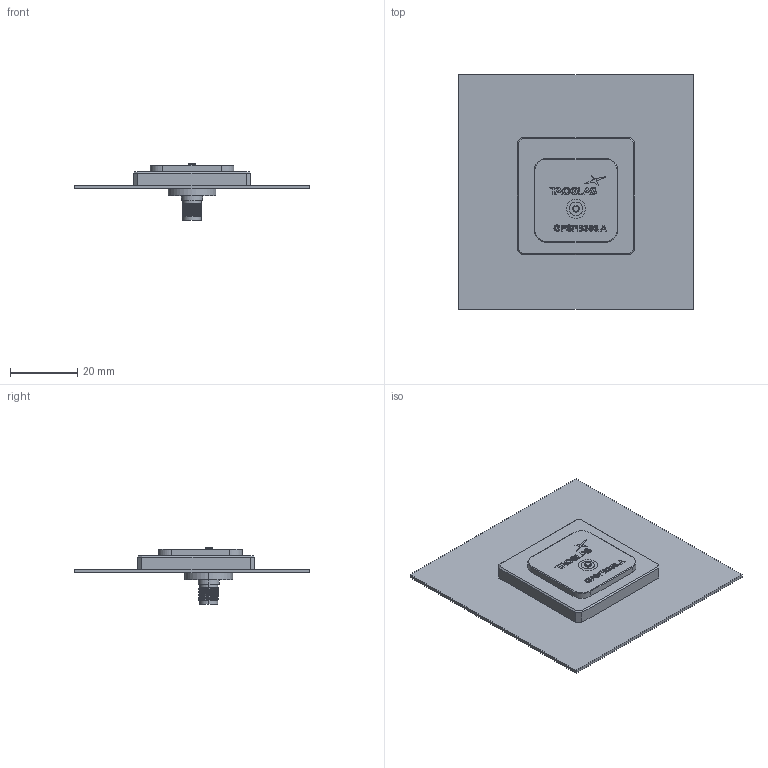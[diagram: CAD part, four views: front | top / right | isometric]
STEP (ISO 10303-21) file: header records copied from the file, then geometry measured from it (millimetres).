
FILE_DESCRIPTION (( 'STEP AP214' ), '1' );
FILE_NAME ('GPSFBD356_A_Web.STEP', '2024-09-26T08:41:00', ( '' ), ( '' ), 'SwSTEP 2.0', 'SolidWorks 2022', '' );
FILE_SCHEMA (( 'AUTOMOTIVE_DESIGN' ));
Length unit declared in the file: millimetre
Products named in the file (4): TAOGLAS_02104220000010-Footprint-1_CMP-002-00679-2; GPSFBD356_A_BOARD; TAOGLAS_GPSFB356.A_CMP-550-000000-3; GPSFBD356_A_Web
Assembly tree (3 placements, depth 2):
  GPSFBD356_A_Web
    GPSFBD356_A_BOARD
    TAOGLAS_02104220000010-Footprint-1_CMP-002-00679-2
    TAOGLAS_GPSFB356.A_CMP-550-000000-3
Bounding box: 70 x 70 x 16.98 mm (x, y, z)
Volume: 11428.7 mm3; surface area: 13900.1 mm2
Topology: 3 solids, 3 shells, 407 faces, 1057 edges, 693 vertices
Faces by surface type: plane 190, bspline 148, cylinder 49, cone 16, torus 4
Full cylindrical faces by diameter (mm): 4.1 x1
Entity records: 18156 total; most frequent: CARTESIAN_POINT 8508, ORIENTED_EDGE 2108, DIRECTION 1339, EDGE_CURVE 1054, VERTEX_POINT 693, LINE 629, VECTOR 629, EDGE_LOOP 453
